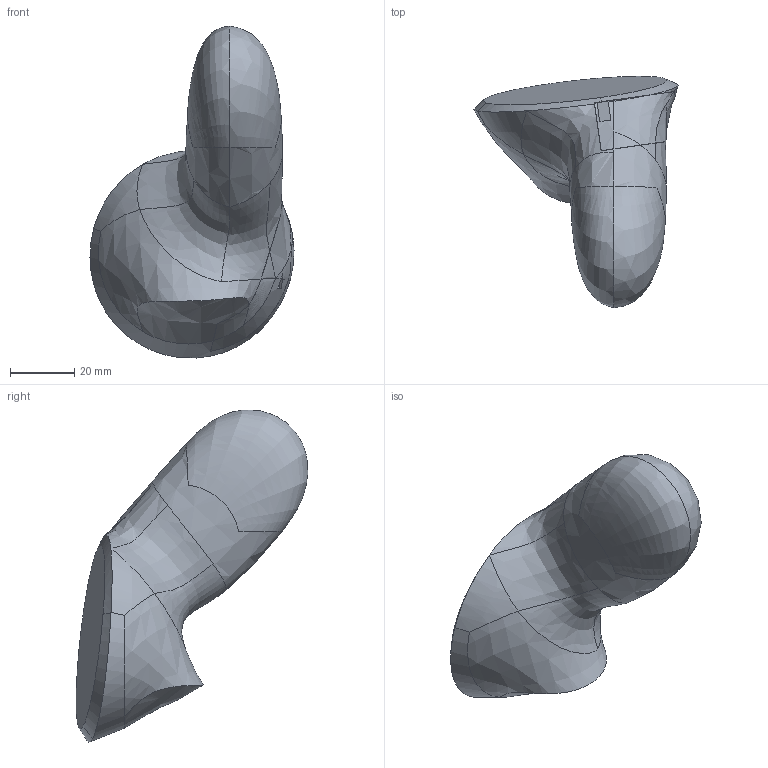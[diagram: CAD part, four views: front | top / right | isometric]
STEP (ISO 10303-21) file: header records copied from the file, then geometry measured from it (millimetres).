
FILE_DESCRIPTION (( 'STEP AP214' ), '1' );
FILE_NAME ('Oculus_Touch_Left_Sketch 06b - Contact Patch.STEP', '2019-06-06T17:37:25', ( '' ), ( '' ), 'SwSTEP 2.0', 'SolidWorks 2018', '' );
FILE_SCHEMA (( 'AUTOMOTIVE_DESIGN' ));
Length unit declared in the file: millimetre
Products named in the file (1): Oculus_Touch_Left_Sketch 06b - Contact Patch
Bounding box: 63.33 x 71.93 x 103.03 mm (x, y, z)
Volume: 108430.9 mm3; surface area: 22273.6 mm2
Topology: 2 solids, 2 shells, 47 faces, 133 edges, 87 vertices
Faces by surface type: bspline 32, plane 15
Entity records: 9137 total; most frequent: CARTESIAN_POINT 7826, ORIENTED_EDGE 266, EDGE_CURVE 133, B_SPLINE_CURVE_WITH_KNOTS 113, VERTEX_POINT 87, DIRECTION 52, EDGE_LOOP 48, FACE_OUTER_BOUND 47
